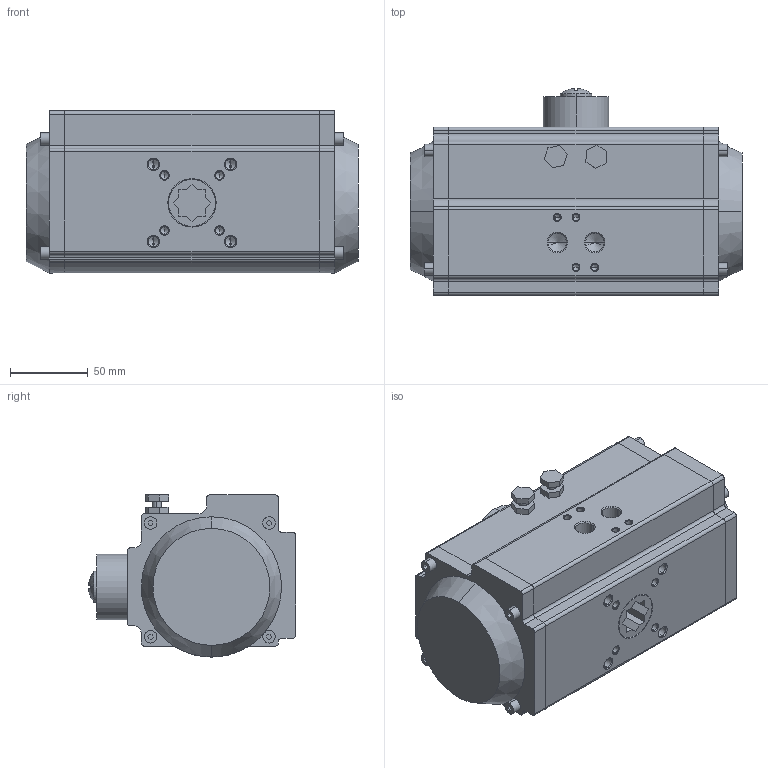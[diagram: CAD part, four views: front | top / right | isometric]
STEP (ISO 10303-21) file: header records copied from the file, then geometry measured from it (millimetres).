
FILE_DESCRIPTION (( 'STEP AP214' ), '1' );
FILE_NAME ('SC-RAT083-DA.STEP', '2025-10-31T14:33:52', ( 'KTP' ), ( '' ), 'SwSTEP 2.0', 'SolidWorks 2021', '' );
FILE_SCHEMA (( 'AUTOMOTIVE_DESIGN' ));
Length unit declared in the file: millimetre
Products named in the file (1): SC-RAT083-DA
Bounding box: 213 x 132.94 x 104 mm (x, y, z)
Volume: 1903279.5 mm3; surface area: 154472.4 mm2
Topology: 3 solids, 5 shells, 379 faces, 954 edges, 588 vertices
Faces by surface type: plane 178, cylinder 117, cone 82, sphere 2
Entity records: 14688 total; most frequent: DIRECTION 1974, CARTESIAN_POINT 1896, ORIENTED_EDGE 1828, EDGE_CURVE 914, AXIS2_PLACEMENT_3D 682, VECTOR 610, LINE 610, VERTEX_POINT 588
